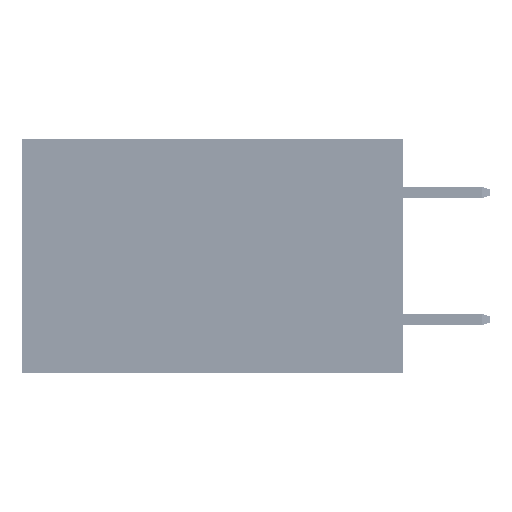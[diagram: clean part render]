
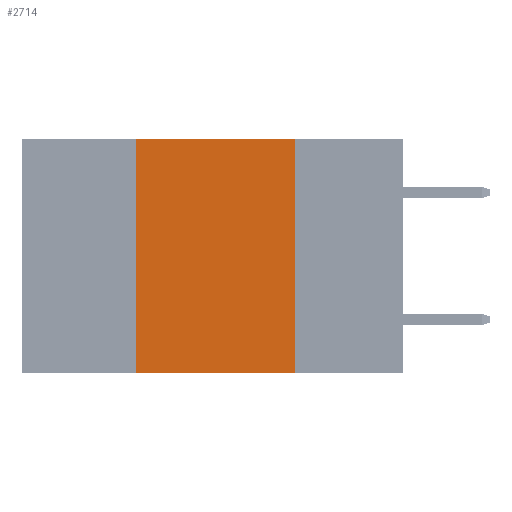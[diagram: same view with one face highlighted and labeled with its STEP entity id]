
A CAD part, left-side view. The second image highlights one B-rep face of the part: STEP entity #2714.
In plain terms, the highlighted planar face has unit normal (-1, 0, 0).
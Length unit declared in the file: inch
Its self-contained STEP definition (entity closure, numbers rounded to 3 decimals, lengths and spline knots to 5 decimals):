
#537 = VERTEX_POINT ( 'NONE', #12042 ) ;
#2412 = VECTOR ( 'NONE', #21985, 39.37008 ) ;
#2714 = ADVANCED_FACE ( 'NONE', ( #22859 ), #15396, .F. ) ;
#7422 = EDGE_CURVE ( 'NONE', #17185, #27730, #29312, .T. ) ;
#7709 = DIRECTION ( 'NONE',  ( 0., 0., -1. ) ) ;
#8831 = CARTESIAN_POINT ( 'NONE',  ( 0., 0.42, 0. ) ) ;
#11024 = CARTESIAN_POINT ( 'NONE',  ( 0., 0.6, 0. ) ) ;
#12042 = CARTESIAN_POINT ( 'NONE',  ( 0., 0.17, -0.37 ) ) ;
#12487 = CARTESIAN_POINT ( 'NONE',  ( 0., 0.17, 0. ) ) ;
#14053 = LINE ( 'NONE', #14530, #2412 ) ;
#14530 = CARTESIAN_POINT ( 'NONE',  ( 0., 0.42, 0. ) ) ;
#15396 = PLANE ( 'NONE',  #37457 ) ;
#15660 = ORIENTED_EDGE ( 'NONE', *, *, #37677, .T. ) ;
#15985 = VECTOR ( 'NONE', #41576, 39.37008 ) ;
#17185 = VERTEX_POINT ( 'NONE', #8831 ) ;
#20849 = VECTOR ( 'NONE', #40620, 39.37008 ) ;
#21985 = DIRECTION ( 'NONE',  ( 0., 0., 1. ) ) ;
#22723 = CARTESIAN_POINT ( 'NONE',  ( 0., 0.17, 0. ) ) ;
#22859 = FACE_OUTER_BOUND ( 'NONE', #26706, .T. ) ;
#23336 = DIRECTION ( 'NONE',  ( 1., 0., 0. ) ) ;
#25724 = VECTOR ( 'NONE', #40602, 39.37008 ) ;
#25990 = CARTESIAN_POINT ( 'NONE',  ( 0., 0.6, 0. ) ) ;
#26706 = EDGE_LOOP ( 'NONE', ( #45206, #42698, #28507, #15660 ) ) ;
#27730 = VERTEX_POINT ( 'NONE', #22723 ) ;
#28507 = ORIENTED_EDGE ( 'NONE', *, *, #37977, .F. ) ;
#29312 = LINE ( 'NONE', #11024, #25724 ) ;
#31961 = EDGE_CURVE ( 'NONE', #27730, #537, #46126, .T. ) ;
#33396 = LINE ( 'NONE', #37247, #20849 ) ;
#37247 = CARTESIAN_POINT ( 'NONE',  ( 0., 0.6, -0.37 ) ) ;
#37457 = AXIS2_PLACEMENT_3D ( 'NONE', #25990, #23336, #7709 ) ;
#37527 = VERTEX_POINT ( 'NONE', #43502 ) ;
#37677 = EDGE_CURVE ( 'NONE', #37527, #537, #33396, .T. ) ;
#37977 = EDGE_CURVE ( 'NONE', #37527, #17185, #14053, .T. ) ;
#40602 = DIRECTION ( 'NONE',  ( 0., -1., 0. ) ) ;
#40620 = DIRECTION ( 'NONE',  ( 0., -1., 0. ) ) ;
#41576 = DIRECTION ( 'NONE',  ( 0., 0., -1. ) ) ;
#42698 = ORIENTED_EDGE ( 'NONE', *, *, #7422, .F. ) ;
#43502 = CARTESIAN_POINT ( 'NONE',  ( 0., 0.42, -0.37 ) ) ;
#45206 = ORIENTED_EDGE ( 'NONE', *, *, #31961, .F. ) ;
#46126 = LINE ( 'NONE', #12487, #15985 ) ;
